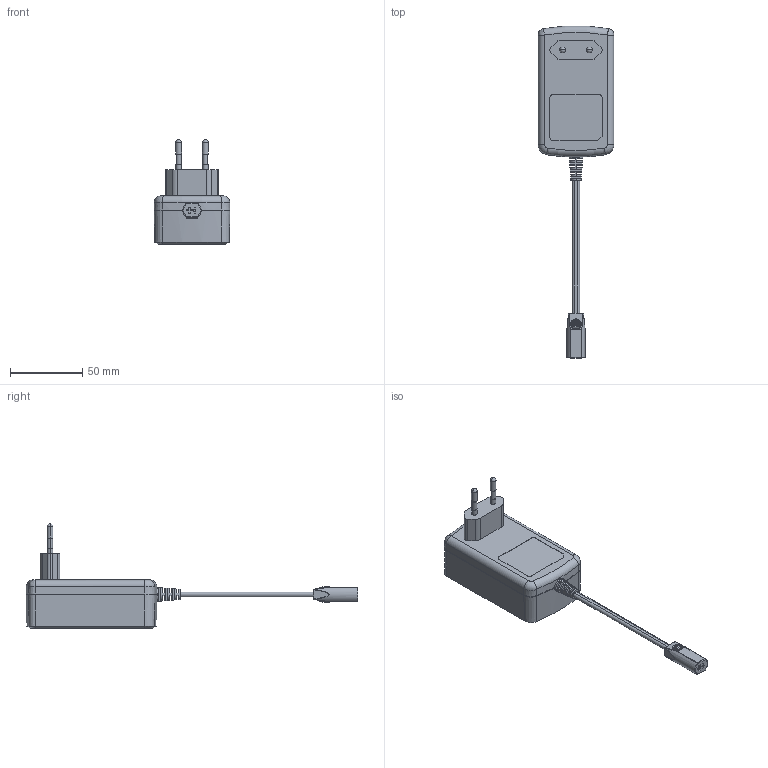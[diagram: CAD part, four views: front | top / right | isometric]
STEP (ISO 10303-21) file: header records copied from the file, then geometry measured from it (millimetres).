
FILE_DESCRIPTION (( 'STEP AP203' ), '1' );
FILE_NAME ('Wall plug SMPS ECO.STEP', '2013-07-03T12:35:31', ( 'admin' ), ( 'Hewlett-Packard Company' ), 'SwSTEP 2.0', 'SolidWorks 2012', '' );
FILE_SCHEMA (( 'CONFIG_CONTROL_DESIGN' ));
Length unit declared in the file: millimetre
Products named in the file (1): Wall plug SMPS ECO
Bounding box: 52.49 x 229.77 x 72.5 mm (x, y, z)
Volume: 165853.1 mm3; surface area: 23463.6 mm2
Topology: 1 solids, 1 shells, 347 faces, 847 edges, 514 vertices
Faces by surface type: plane 126, cylinder 93, bspline 58, sphere 44, cone 20, torus 6
Entity records: 11854 total; most frequent: CARTESIAN_POINT 4153, ORIENTED_EDGE 1666, DIRECTION 1561, EDGE_CURVE 833, AXIS2_PLACEMENT_3D 626, VERTEX_POINT 510, EDGE_LOOP 369, ADVANCED_FACE 347
